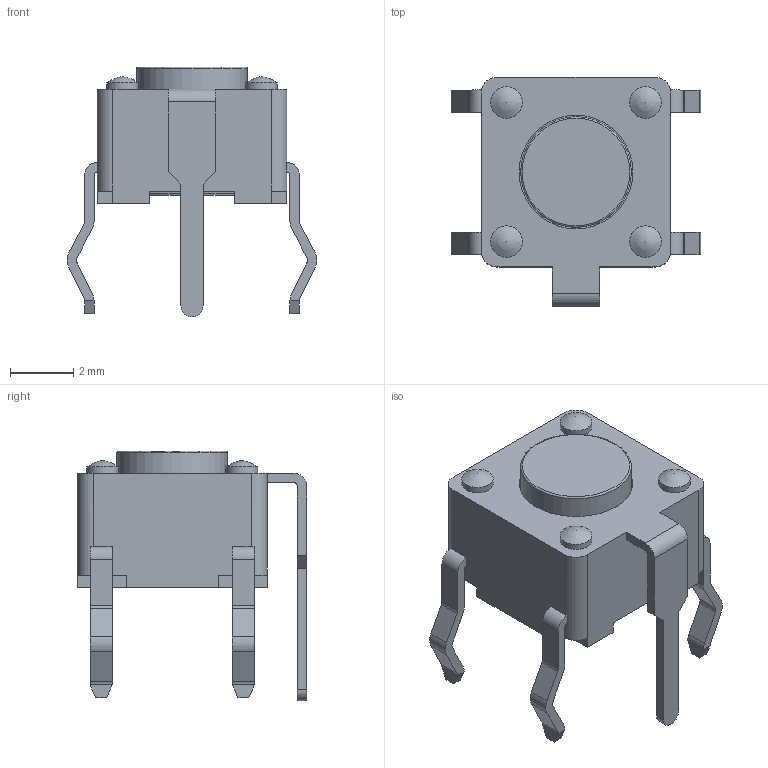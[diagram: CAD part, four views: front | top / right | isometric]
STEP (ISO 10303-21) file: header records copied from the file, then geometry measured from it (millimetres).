
FILE_DESCRIPTION((' '),'2;1');
FILE_NAME('TLE1105Fxxxx.stp','2017-07-20T15:10:08',(' '),(' '),' ','ACIS',' ');
FILE_SCHEMA(('CONFIG_CONTROL_DESIGN'));
Length unit declared in the file: inch
Products named in the file (3): TLE1105Fxxxx.stp; Body1; Body2
Assembly tree (2 placements, depth 2):
  TLE1105Fxxxx.stp
    Body1
    Body2
Bounding box: 7.9 x 7.25 x 7.9 mm (x, y, z)
Volume: 108 mm3; surface area: 364.6 mm2
Topology: 2 solids, 3 shells, 268 faces, 721 edges, 467 vertices
Faces by surface type: plane 155, cylinder 87, sphere 10, cone 6, torus 5, bspline 5
Full cylindrical faces by diameter (mm): 1 x4, 3.5 x1, 3.6 x1, 5 x1
Entity records: 8718 total; most frequent: CARTESIAN_POINT 1634, DIRECTION 1414, ORIENTED_EDGE 1384, EDGE_CURVE 692, VECTOR 474, LINE 474, AXIS2_PLACEMENT_3D 470, VERTEX_POINT 455
